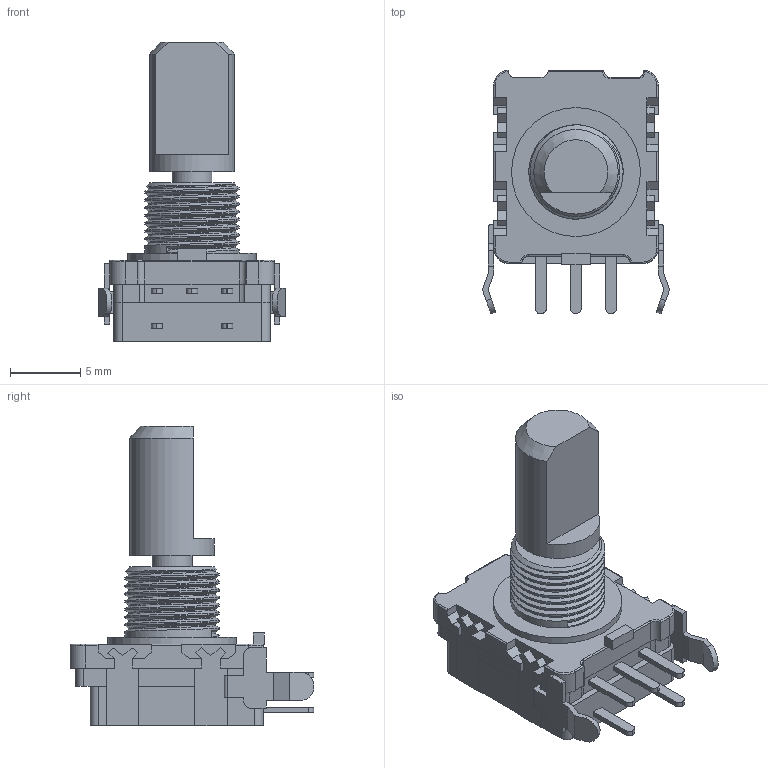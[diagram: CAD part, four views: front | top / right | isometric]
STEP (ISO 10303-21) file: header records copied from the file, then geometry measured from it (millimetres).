
FILE_DESCRIPTION(/* description */ ('Unknown'),/* implementation_level */ '2;1');
FILE_NAME(/* name */ 'ACZ11BR1E-15FA1-12C',/* time_stamp */ '2023-05-29T15:43:10+02:00',/* author */ ('Unknown'),/* organization */ ('Unknown'),/* preprocessor_version */ 'ST-DEVELOPER v18.102',/* originating_system */ 'Solid Edge',/* authorisation */ 'Unknown');
FILE_SCHEMA (('AUTOMOTIVE_DESIGN {1 0 10303 214 3 1 1}'));
Length unit declared in the file: millimetre
Products named in the file (1): ACZ11BR1E-15FA1-12C
Bounding box: 13.3 x 17.33 x 21.3 mm (x, y, z)
Volume: 1251.2 mm3; surface area: 1092.6 mm2
Topology: 1 solids, 1 shells, 314 faces, 882 edges, 575 vertices
Faces by surface type: plane 227, cylinder 75, torus 8, cone 2, bspline 2
Full cylindrical faces by diameter (mm): 2.838 x1, 6 x1, 6.705 x8, 9.157 x1
Entity records: 13974 total; most frequent: CARTESIAN_POINT 3868, ORIENTED_EDGE 1704, DIRECTION 1582, EDGE_CURVE 852, LINE 682, VECTOR 682, VERTEX_POINT 557, AXIS2_PLACEMENT_3D 450
